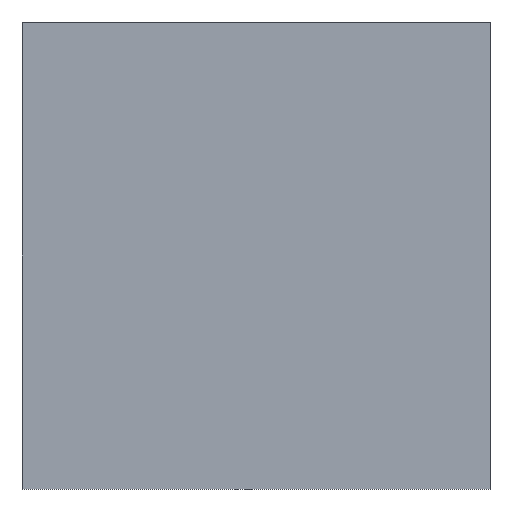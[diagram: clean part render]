
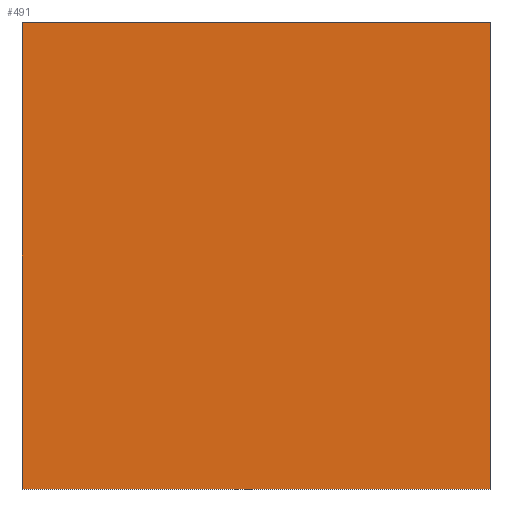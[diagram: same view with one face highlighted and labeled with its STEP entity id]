
A CAD part, left-side view. The second image highlights one B-rep face of the part: STEP entity #491.
In plain terms, the highlighted planar face has unit normal (-1, 0, 0).
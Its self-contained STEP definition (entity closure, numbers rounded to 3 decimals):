
#77=FACE_OUTER_BOUND('',#102,.T.);
#102=EDGE_LOOP('',(#386,#387,#388,#389));
#148=LINE('',#736,#203);
#149=LINE('',#741,#204);
#159=LINE('',#761,#214);
#160=LINE('',#762,#215);
#203=VECTOR('',#595,10.);
#204=VECTOR('',#600,10.);
#214=VECTOR('',#620,10.);
#215=VECTOR('',#621,10.);
#252=VERTEX_POINT('',#724);
#257=VERTEX_POINT('',#734);
#259=VERTEX_POINT('',#740);
#264=VERTEX_POINT('',#760);
#300=EDGE_CURVE('',#252,#257,#148,.T.);
#302=EDGE_CURVE('',#259,#252,#149,.T.);
#314=EDGE_CURVE('',#257,#264,#159,.T.);
#315=EDGE_CURVE('',#259,#264,#160,.T.);
#386=ORIENTED_EDGE('',*,*,#314,.T.);
#387=ORIENTED_EDGE('',*,*,#315,.F.);
#388=ORIENTED_EDGE('',*,*,#302,.T.);
#389=ORIENTED_EDGE('',*,*,#300,.T.);
#471=PLANE('',#538);
#491=ADVANCED_FACE('',(#77),#471,.T.);
#538=AXIS2_PLACEMENT_3D('',#759,#618,#619);
#595=DIRECTION('',(0.,0.,1.));
#600=DIRECTION('',(0.,-1.,0.));
#618=DIRECTION('center_axis',(-1.,0.,0.));
#619=DIRECTION('ref_axis',(0.,-1.,0.));
#620=DIRECTION('',(0.,1.,0.));
#621=DIRECTION('',(0.,0.,1.));
#724=CARTESIAN_POINT('',(-16.8,-16.8,0.));
#734=CARTESIAN_POINT('',(-16.8,-16.8,33.5));
#736=CARTESIAN_POINT('',(-16.8,-16.8,0.));
#740=CARTESIAN_POINT('',(-16.8,16.8,0.));
#741=CARTESIAN_POINT('',(-16.8,8.4,0.));
#759=CARTESIAN_POINT('Origin',(-16.8,16.8,0.));
#760=CARTESIAN_POINT('',(-16.8,16.8,33.5));
#761=CARTESIAN_POINT('',(-16.8,-10.909,33.5));
#762=CARTESIAN_POINT('',(-16.8,16.8,0.));
